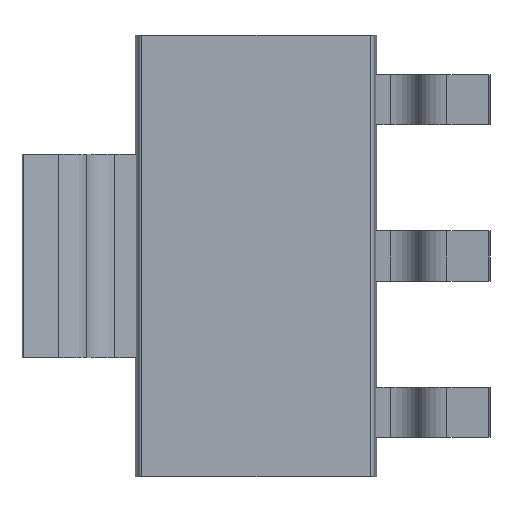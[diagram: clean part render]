
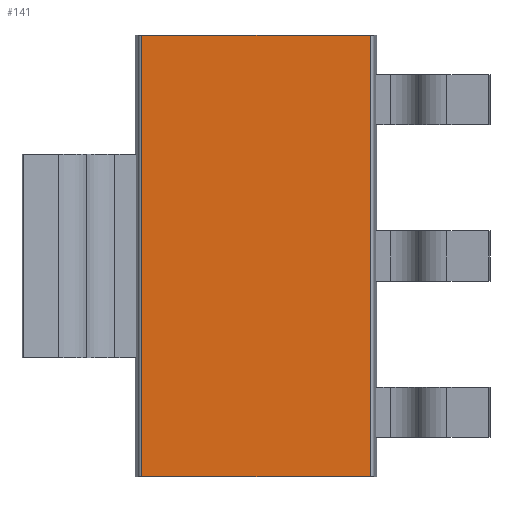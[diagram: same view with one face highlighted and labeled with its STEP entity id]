
A CAD part, front view. The second image highlights one B-rep face of the part: STEP entity #141.
In plain terms, the highlighted planar face has unit normal (0, -1, 0).
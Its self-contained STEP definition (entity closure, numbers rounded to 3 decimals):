
#22 = VERTEX_POINT('',#23);
#23 = CARTESIAN_POINT('',(1.545,0.105,3.311)
  );
#32 = EDGE_CURVE('',#33,#22,#35,.T.);
#33 = VERTEX_POINT('',#34);
#34 = CARTESIAN_POINT('',(1.545,0.105,-3.189)
  );
#35 = LINE('',#36,#37);
#36 = CARTESIAN_POINT('',(1.545,0.105,3.311)
  );
#37 = VECTOR('',#38,1.);
#38 = DIRECTION('',(0.,0.,1.));
#74 = VERTEX_POINT('',#75);
#75 = CARTESIAN_POINT('',(-1.821,0.105,3.311)
  );
#82 = EDGE_CURVE('',#74,#22,#83,.T.);
#83 = LINE('',#84,#85);
#84 = CARTESIAN_POINT('',(-1.868,0.105,3.311)
  );
#85 = VECTOR('',#86,1.);
#86 = DIRECTION('',(1.,0.,0.));
#141 = ADVANCED_FACE('',(#142),#160,.F.);
#142 = FACE_BOUND('',#143,.T.);
#143 = EDGE_LOOP('',(#144,#145,#153,#159));
#144 = ORIENTED_EDGE('',*,*,#82,.F.);
#145 = ORIENTED_EDGE('',*,*,#146,.T.);
#146 = EDGE_CURVE('',#74,#147,#149,.T.);
#147 = VERTEX_POINT('',#148);
#148 = CARTESIAN_POINT('',(-1.821,0.105,
    -3.189));
#149 = LINE('',#150,#151);
#150 = CARTESIAN_POINT('',(-1.821,0.105,3.311
    ));
#151 = VECTOR('',#152,1.);
#152 = DIRECTION('',(0.,0.,-1.));
#153 = ORIENTED_EDGE('',*,*,#154,.T.);
#154 = EDGE_CURVE('',#147,#33,#155,.T.);
#155 = LINE('',#156,#157);
#156 = CARTESIAN_POINT('',(-1.868,0.105,
    -3.189));
#157 = VECTOR('',#158,1.);
#158 = DIRECTION('',(1.,0.,0.));
#159 = ORIENTED_EDGE('',*,*,#32,.T.);
#160 = PLANE('',#161);
#161 = AXIS2_PLACEMENT_3D('',#162,#163,#164);
#162 = CARTESIAN_POINT('',(-1.868,0.105,3.311
    ));
#163 = DIRECTION('',(0.,1.,0.));
#164 = DIRECTION('',(0.,0.,1.));
